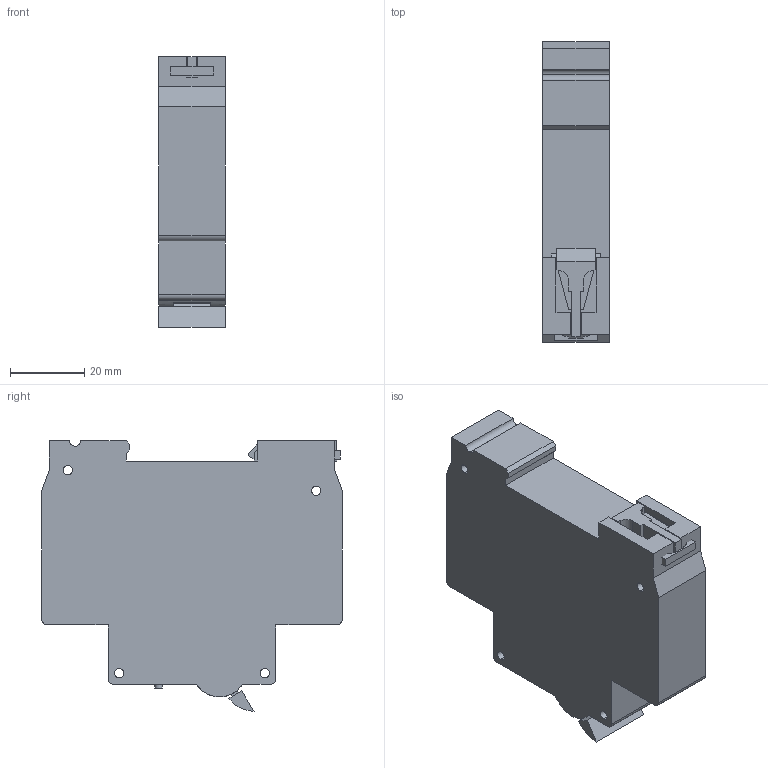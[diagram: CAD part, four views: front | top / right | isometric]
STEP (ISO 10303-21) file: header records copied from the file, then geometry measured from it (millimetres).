
FILE_DESCRIPTION (( 'STEP AP203' ), '1' );
FILE_NAME ('ﾀﾂﾄﾒ-63ﾌ EKF PROxima.STEP', '2018-09-04T06:36:45', ( '' ), ( '' ), 'SwSTEP 2.0', 'SolidWorks 2017', '' );
FILE_SCHEMA (( 'CONFIG_CONTROL_DESIGN' ));
Length unit declared in the file: millimetre
Products named in the file (1): ﾀﾂﾄﾒ-63ﾌ EKF PROxima
Bounding box: 18 x 81 x 73 mm (x, y, z)
Volume: 81109.4 mm3; surface area: 17350 mm2
Topology: 7 solids, 7 shells, 216 faces, 578 edges, 384 vertices
Faces by surface type: plane 165, cylinder 51
Entity records: 6799 total; most frequent: CARTESIAN_POINT 1179, ORIENTED_EDGE 1156, DIRECTION 1140, EDGE_CURVE 578, LINE 450, VECTOR 450, VERTEX_POINT 384, AXIS2_PLACEMENT_3D 345
